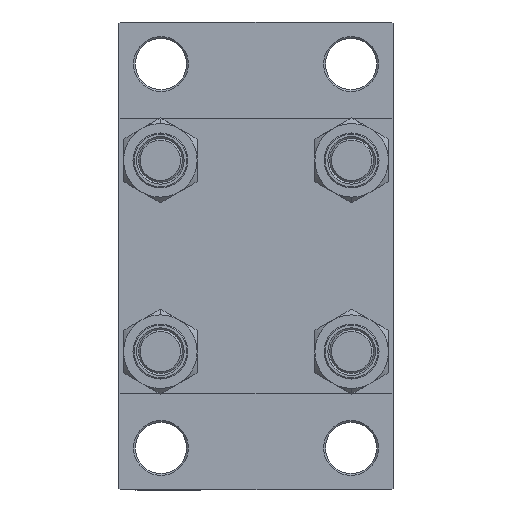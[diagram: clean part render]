
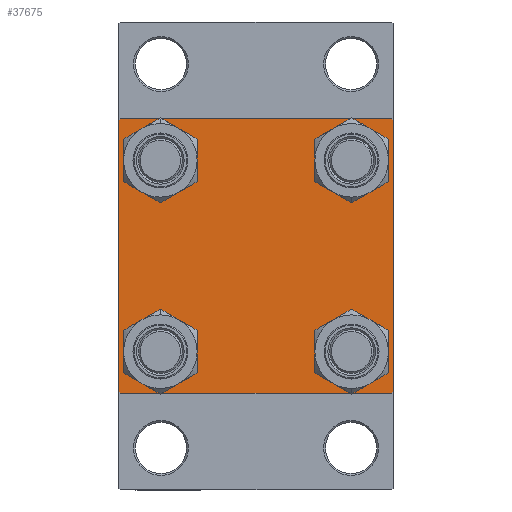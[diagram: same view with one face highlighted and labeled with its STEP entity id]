
A CAD part, left-side view. The second image highlights one B-rep face of the part: STEP entity #37675.
In plain terms, the highlighted planar face has unit normal (-1, 0, 0).
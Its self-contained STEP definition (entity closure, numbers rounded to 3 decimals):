
#148 = CARTESIAN_POINT ( 'NONE',  ( 0., -26.15, -26.15 ) ) ;
#201 = CARTESIAN_POINT ( 'NONE',  ( 0., 26.15, 26.15 ) ) ;
#418 = CIRCLE ( 'NONE', #6604, 6.5 ) ;
#460 = EDGE_CURVE ( 'NONE', #474, #27300, #28135, .T. ) ;
#474 = VERTEX_POINT ( 'NONE', #6623 ) ;
#673 = EDGE_CURVE ( 'NONE', #30210, #13044, #8762, .T. ) ;
#725 = CARTESIAN_POINT ( 'NONE',  ( 0., 26.15, -19.65 ) ) ;
#939 = EDGE_CURVE ( 'NONE', #13044, #30210, #33448, .T. ) ;
#1473 = EDGE_CURVE ( 'NONE', #18902, #42161, #25773, .T. ) ;
#1573 = CARTESIAN_POINT ( 'NONE',  ( 0., 0., 0. ) ) ;
#3318 = LINE ( 'NONE', #32808, #33256 ) ;
#3455 = CARTESIAN_POINT ( 'NONE',  ( 0., -26.15, -32.65 ) ) ;
#3718 = DIRECTION ( 'NONE',  ( 1., 0., 0. ) ) ;
#4044 = ORIENTED_EDGE ( 'NONE', *, *, #22827, .T. ) ;
#4067 = CARTESIAN_POINT ( 'NONE',  ( 0., -26.15, 26.15 ) ) ;
#4186 = DIRECTION ( 'NONE',  ( 0., 0., 1. ) ) ;
#4264 = CARTESIAN_POINT ( 'NONE',  ( 0., -37.5, 37.5 ) ) ;
#4479 = DIRECTION ( 'NONE',  ( 1., 0., 0. ) ) ;
#5931 = CARTESIAN_POINT ( 'NONE',  ( 0., -26.15, -26.15 ) ) ;
#6467 = EDGE_LOOP ( 'NONE', ( #28093, #10371 ) ) ;
#6604 = AXIS2_PLACEMENT_3D ( 'NONE', #45086, #4479, #34444 ) ;
#6623 = CARTESIAN_POINT ( 'NONE',  ( 0., 37., 37.5 ) ) ;
#7899 = LINE ( 'NONE', #4264, #8688 ) ;
#8256 = EDGE_CURVE ( 'NONE', #32908, #33698, #41208, .T. ) ;
#8386 = VECTOR ( 'NONE', #45360, 1000. ) ;
#8688 = VECTOR ( 'NONE', #19020, 1000. ) ;
#8762 = CIRCLE ( 'NONE', #32665, 6.5 ) ;
#9190 = CIRCLE ( 'NONE', #26926, 6.5 ) ;
#9489 = LINE ( 'NONE', #13110, #32163 ) ;
#9575 = EDGE_CURVE ( 'NONE', #21559, #40256, #418, .T. ) ;
#10371 = ORIENTED_EDGE ( 'NONE', *, *, #673, .T. ) ;
#10412 = VECTOR ( 'NONE', #37579, 1000. ) ;
#10941 = AXIS2_PLACEMENT_3D ( 'NONE', #5931, #20684, #35420 ) ;
#11575 = VECTOR ( 'NONE', #24692, 1000. ) ;
#11951 = ORIENTED_EDGE ( 'NONE', *, *, #34160, .T. ) ;
#12100 = CARTESIAN_POINT ( 'NONE',  ( 0., -37., -37.5 ) ) ;
#12239 = FACE_BOUND ( 'NONE', #6467, .T. ) ;
#12423 = EDGE_CURVE ( 'NONE', #14811, #40843, #9489, .T. ) ;
#12866 = CARTESIAN_POINT ( 'NONE',  ( 0., 37.5, -37.5 ) ) ;
#13044 = VERTEX_POINT ( 'NONE', #21866 ) ;
#13110 = CARTESIAN_POINT ( 'NONE',  ( 0., 37.5, 37.5 ) ) ;
#13218 = CARTESIAN_POINT ( 'NONE',  ( 0., -37., 37.5 ) ) ;
#13831 = DIRECTION ( 'NONE',  ( 0., 0., -1. ) ) ;
#13868 = LINE ( 'NONE', #36087, #30874 ) ;
#14080 = CARTESIAN_POINT ( 'NONE',  ( 0., -26.15, 32.65 ) ) ;
#14177 = EDGE_LOOP ( 'NONE', ( #22956, #27313 ) ) ;
#14811 = VERTEX_POINT ( 'NONE', #25323 ) ;
#16241 = EDGE_LOOP ( 'NONE', ( #46912, #4044 ) ) ;
#17413 = CARTESIAN_POINT ( 'NONE',  ( 0., 37., -37.5 ) ) ;
#18331 = ORIENTED_EDGE ( 'NONE', *, *, #8256, .T. ) ;
#18536 = DIRECTION ( 'NONE',  ( 0., 0., 1. ) ) ;
#18825 = DIRECTION ( 'NONE',  ( 0., 0., 1. ) ) ;
#18902 = VERTEX_POINT ( 'NONE', #725 ) ;
#19020 = DIRECTION ( 'NONE',  ( 0., 0., -1. ) ) ;
#19256 = FACE_OUTER_BOUND ( 'NONE', #37238, .T. ) ;
#19749 = CARTESIAN_POINT ( 'NONE',  ( 0., 37.25, -37.25 ) ) ;
#19891 = EDGE_CURVE ( 'NONE', #22580, #32908, #45971, .T. ) ;
#20684 = DIRECTION ( 'NONE',  ( 1., 0., 0. ) ) ;
#20845 = EDGE_CURVE ( 'NONE', #42161, #18902, #9190, .T. ) ;
#21091 = CIRCLE ( 'NONE', #45799, 6.5 ) ;
#21559 = VERTEX_POINT ( 'NONE', #14080 ) ;
#21866 = CARTESIAN_POINT ( 'NONE',  ( 0., 26.15, 32.65 ) ) ;
#22174 = EDGE_CURVE ( 'NONE', #35782, #27300, #3318, .T. ) ;
#22391 = DIRECTION ( 'NONE',  ( 1., 0., 0. ) ) ;
#22580 = VERTEX_POINT ( 'NONE', #17413 ) ;
#22771 = CARTESIAN_POINT ( 'NONE',  ( 0., 26.15, 19.65 ) ) ;
#22805 = CARTESIAN_POINT ( 'NONE',  ( 0., 26.15, 26.15 ) ) ;
#22827 = EDGE_CURVE ( 'NONE', #44185, #35085, #36592, .T. ) ;
#22847 = ORIENTED_EDGE ( 'NONE', *, *, #40255, .F. ) ;
#22848 = CARTESIAN_POINT ( 'NONE',  ( 0., -37.25, -37.25 ) ) ;
#22956 = ORIENTED_EDGE ( 'NONE', *, *, #9575, .T. ) ;
#23468 = DIRECTION ( 'NONE',  ( 1., 0., 0. ) ) ;
#23775 = DIRECTION ( 'NONE',  ( 0., 0., 1. ) ) ;
#24692 = DIRECTION ( 'NONE',  ( 0., -1., 0. ) ) ;
#24755 = CARTESIAN_POINT ( 'NONE',  ( 0., 37.5, 37.5 ) ) ;
#24963 = ORIENTED_EDGE ( 'NONE', *, *, #19891, .T. ) ;
#25323 = CARTESIAN_POINT ( 'NONE',  ( 0., 37.5, 37. ) ) ;
#25560 = FACE_BOUND ( 'NONE', #35839, .T. ) ;
#25773 = CIRCLE ( 'NONE', #31925, 6.5 ) ;
#26278 = CARTESIAN_POINT ( 'NONE',  ( 0., 37.5, -37. ) ) ;
#26311 = DIRECTION ( 'NONE',  ( 1., 0., 0. ) ) ;
#26926 = AXIS2_PLACEMENT_3D ( 'NONE', #38202, #23468, #30471 ) ;
#27214 = PLANE ( 'NONE',  #29431 ) ;
#27300 = VERTEX_POINT ( 'NONE', #13218 ) ;
#27313 = ORIENTED_EDGE ( 'NONE', *, *, #45900, .T. ) ;
#28093 = ORIENTED_EDGE ( 'NONE', *, *, #939, .T. ) ;
#28135 = LINE ( 'NONE', #24755, #35758 ) ;
#28653 = ORIENTED_EDGE ( 'NONE', *, *, #20845, .T. ) ;
#28899 = CARTESIAN_POINT ( 'NONE',  ( 0., 26.15, -32.65 ) ) ;
#29179 = FACE_BOUND ( 'NONE', #14177, .T. ) ;
#29431 = AXIS2_PLACEMENT_3D ( 'NONE', #1573, #33978, #34459 ) ;
#30168 = DIRECTION ( 'NONE',  ( 0., 0., 1. ) ) ;
#30210 = VERTEX_POINT ( 'NONE', #22771 ) ;
#30351 = AXIS2_PLACEMENT_3D ( 'NONE', #201, #26311, #30168 ) ;
#30471 = DIRECTION ( 'NONE',  ( 0., 0., 1. ) ) ;
#30530 = EDGE_CURVE ( 'NONE', #40843, #22580, #41492, .T. ) ;
#30790 = ORIENTED_EDGE ( 'NONE', *, *, #30530, .T. ) ;
#30874 = VECTOR ( 'NONE', #39478, 1000. ) ;
#31753 = CIRCLE ( 'NONE', #10941, 6.5 ) ;
#31925 = AXIS2_PLACEMENT_3D ( 'NONE', #38751, #46470, #23775 ) ;
#32163 = VECTOR ( 'NONE', #13831, 1000. ) ;
#32665 = AXIS2_PLACEMENT_3D ( 'NONE', #22805, #3718, #4186 ) ;
#32808 = CARTESIAN_POINT ( 'NONE',  ( 0., -37.25, 37.25 ) ) ;
#32908 = VERTEX_POINT ( 'NONE', #12100 ) ;
#33089 = DIRECTION ( 'NONE',  ( 1., 0., 0. ) ) ;
#33256 = VECTOR ( 'NONE', #46821, 1000. ) ;
#33448 = CIRCLE ( 'NONE', #30351, 6.5 ) ;
#33698 = VERTEX_POINT ( 'NONE', #45447 ) ;
#33747 = CARTESIAN_POINT ( 'NONE',  ( 0., -26.15, 19.65 ) ) ;
#33978 = DIRECTION ( 'NONE',  ( -1., 0., 0. ) ) ;
#34160 = EDGE_CURVE ( 'NONE', #474, #14811, #13868, .T. ) ;
#34444 = DIRECTION ( 'NONE',  ( 0., 0., 1. ) ) ;
#34459 = DIRECTION ( 'NONE',  ( 0., 0., 1. ) ) ;
#35085 = VERTEX_POINT ( 'NONE', #40038 ) ;
#35420 = DIRECTION ( 'NONE',  ( 0., 0., 1. ) ) ;
#35586 = ORIENTED_EDGE ( 'NONE', *, *, #460, .F. ) ;
#35629 = DIRECTION ( 'NONE',  ( 0., -1., 0. ) ) ;
#35758 = VECTOR ( 'NONE', #35629, 1000. ) ;
#35782 = VERTEX_POINT ( 'NONE', #38195 ) ;
#35839 = EDGE_LOOP ( 'NONE', ( #46731, #28653 ) ) ;
#35969 = ORIENTED_EDGE ( 'NONE', *, *, #12423, .T. ) ;
#36087 = CARTESIAN_POINT ( 'NONE',  ( 0., 37.25, 37.25 ) ) ;
#36592 = CIRCLE ( 'NONE', #45071, 6.5 ) ;
#37238 = EDGE_LOOP ( 'NONE', ( #35969, #30790, #24963, #18331, #22847, #43577, #35586, #11951 ) ) ;
#37579 = DIRECTION ( 'NONE',  ( 0., -0.707, 0.707 ) ) ;
#37675 = ADVANCED_FACE ( 'NONE', ( #29179, #43922, #25560, #12239, #19256 ), #27214, .T. ) ;
#38195 = CARTESIAN_POINT ( 'NONE',  ( 0., -37.5, 37. ) ) ;
#38202 = CARTESIAN_POINT ( 'NONE',  ( 0., 26.15, -26.15 ) ) ;
#38751 = CARTESIAN_POINT ( 'NONE',  ( 0., 26.15, -26.15 ) ) ;
#39478 = DIRECTION ( 'NONE',  ( 0., 0.707, -0.707 ) ) ;
#40038 = CARTESIAN_POINT ( 'NONE',  ( 0., -26.15, -19.65 ) ) ;
#40255 = EDGE_CURVE ( 'NONE', #35782, #33698, #7899, .T. ) ;
#40256 = VERTEX_POINT ( 'NONE', #33747 ) ;
#40843 = VERTEX_POINT ( 'NONE', #26278 ) ;
#41208 = LINE ( 'NONE', #22848, #10412 ) ;
#41234 = EDGE_CURVE ( 'NONE', #35085, #44185, #31753, .T. ) ;
#41492 = LINE ( 'NONE', #19749, #8386 ) ;
#42161 = VERTEX_POINT ( 'NONE', #28899 ) ;
#43577 = ORIENTED_EDGE ( 'NONE', *, *, #22174, .T. ) ;
#43922 = FACE_BOUND ( 'NONE', #16241, .T. ) ;
#44185 = VERTEX_POINT ( 'NONE', #3455 ) ;
#45071 = AXIS2_PLACEMENT_3D ( 'NONE', #148, #22391, #18536 ) ;
#45086 = CARTESIAN_POINT ( 'NONE',  ( 0., -26.15, 26.15 ) ) ;
#45360 = DIRECTION ( 'NONE',  ( 0., -0.707, -0.707 ) ) ;
#45447 = CARTESIAN_POINT ( 'NONE',  ( 0., -37.5, -37. ) ) ;
#45799 = AXIS2_PLACEMENT_3D ( 'NONE', #4067, #33089, #18825 ) ;
#45900 = EDGE_CURVE ( 'NONE', #40256, #21559, #21091, .T. ) ;
#45971 = LINE ( 'NONE', #12866, #11575 ) ;
#46470 = DIRECTION ( 'NONE',  ( 1., 0., 0. ) ) ;
#46731 = ORIENTED_EDGE ( 'NONE', *, *, #1473, .T. ) ;
#46821 = DIRECTION ( 'NONE',  ( 0., 0.707, 0.707 ) ) ;
#46912 = ORIENTED_EDGE ( 'NONE', *, *, #41234, .T. ) ;
